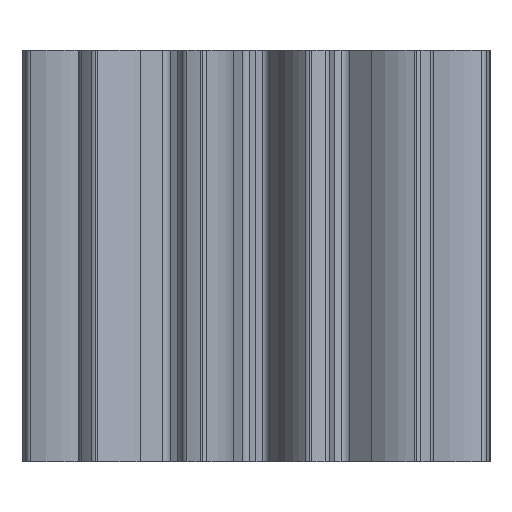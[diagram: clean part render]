
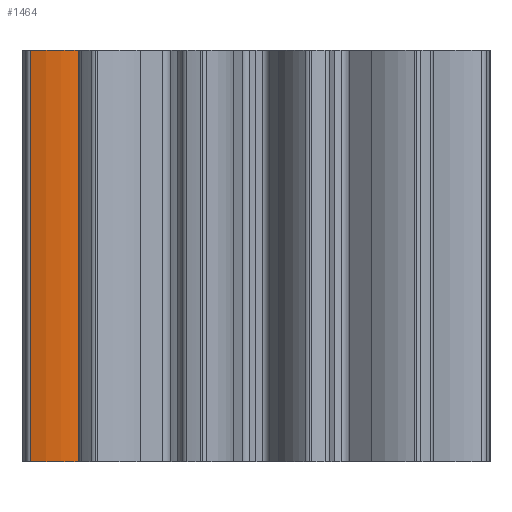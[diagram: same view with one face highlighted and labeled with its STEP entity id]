
A CAD part, left-side view. The second image highlights one B-rep face of the part: STEP entity #1464.
In plain terms, the highlighted free-form (B-spline) face has degree [3, 1] with [5, 2] control points.
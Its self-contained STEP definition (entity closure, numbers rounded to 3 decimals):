
#309 = CARTESIAN_POINT ( 'NONE',  ( -1.072, 3.289, 6. ) ) ;
#310 = CARTESIAN_POINT ( 'NONE',  ( -1.11, 3.178, 6. ) ) ;
#311 = CARTESIAN_POINT ( 'NONE',  ( -1.16, 2.944, 6. ) ) ;
#312 = CARTESIAN_POINT ( 'NONE',  ( -1.141, 2.705, 6. ) ) ;
#313 = CARTESIAN_POINT ( 'NONE',  ( -1.118, 2.588, 6. ) ) ;
#314 = CARTESIAN_POINT ( 'NONE',  ( -1.072, 3.289, 0. ) ) ;
#315 = CARTESIAN_POINT ( 'NONE',  ( -1.11, 3.178, 0. ) ) ;
#316 = CARTESIAN_POINT ( 'NONE',  ( -1.16, 2.944, 0. ) ) ;
#317 = CARTESIAN_POINT ( 'NONE',  ( -1.141, 2.705, 0. ) ) ;
#318 = CARTESIAN_POINT ( 'NONE',  ( -1.118, 2.588, 0. ) ) ;
#320 = LINE ( 'NONE', #321, #4935 ) ;
#321 = CARTESIAN_POINT ( 'NONE',  ( -1.118, 2.588, 6. ) ) ;
#322 = DIRECTION ( 'NONE',  ( 0., 0., -1. ) ) ;
#329 = LINE ( 'NONE', #330, #472 ) ;
#330 = CARTESIAN_POINT ( 'NONE',  ( -1.072, 3.289, 6. ) ) ;
#331 = DIRECTION ( 'NONE',  ( 0., 0., -1. ) ) ;
#472 = VECTOR ( 'NONE', #331, 1000. ) ;
#787 = ORIENTED_EDGE ( 'NONE', *, *, #4232, .T. ) ;
#788 = ORIENTED_EDGE ( 'NONE', *, *, #4231, .F. ) ;
#789 = ORIENTED_EDGE ( 'NONE', *, *, #4233, .F. ) ;
#790 = ORIENTED_EDGE ( 'NONE', *, *, #4236, .T. ) ;
#842 = EDGE_LOOP ( 'NONE', ( #787, #789, #788, #790 ) ) ;
#1013 = VERTEX_POINT ( 'NONE', #2576 ) ;
#1014 = VERTEX_POINT ( 'NONE', #2577 ) ;
#1016 = VERTEX_POINT ( 'NONE', #2579 ) ;
#1019 = VERTEX_POINT ( 'NONE', #2582 ) ;
#1464 = ADVANCED_FACE ( 'NONE', ( #4522 ), #5043, .F. ) ;
#2576 = CARTESIAN_POINT ( 'NONE',  ( -1.072, 3.289, 0. ) ) ;
#2577 = CARTESIAN_POINT ( 'NONE',  ( -1.072, 3.289, 6. ) ) ;
#2579 = CARTESIAN_POINT ( 'NONE',  ( -1.118, 2.588, 0. ) ) ;
#2582 = CARTESIAN_POINT ( 'NONE',  ( -1.118, 2.588, 6. ) ) ;
#3633 = CARTESIAN_POINT ( 'NONE',  ( -1.072, 3.289, 6. ) ) ;
#3634 = CARTESIAN_POINT ( 'NONE',  ( -1.072, 3.289, 0. ) ) ;
#3635 = CARTESIAN_POINT ( 'NONE',  ( -1.11, 3.178, 6. ) ) ;
#3636 = CARTESIAN_POINT ( 'NONE',  ( -1.11, 3.178, 0. ) ) ;
#3637 = CARTESIAN_POINT ( 'NONE',  ( -1.16, 2.944, 6. ) ) ;
#3638 = CARTESIAN_POINT ( 'NONE',  ( -1.16, 2.944, 0. ) ) ;
#3639 = CARTESIAN_POINT ( 'NONE',  ( -1.141, 2.705, 6. ) ) ;
#3640 = CARTESIAN_POINT ( 'NONE',  ( -1.141, 2.705, 0. ) ) ;
#3641 = CARTESIAN_POINT ( 'NONE',  ( -1.118, 2.588, 6. ) ) ;
#3642 = CARTESIAN_POINT ( 'NONE',  ( -1.118, 2.588, 0. ) ) ;
#4214 = B_SPLINE_CURVE_WITH_KNOTS ( 'NONE', 3,
 ( #314, #315, #316, #317, #318 ),
 .UNSPECIFIED., .F., .F.,
 ( 4, 1, 4 ),
 ( 0., 11.323, 22.929 ),
 .UNSPECIFIED. ) ;
#4215 = B_SPLINE_CURVE_WITH_KNOTS ( 'NONE', 3,
 ( #309, #310, #311, #312, #313 ),
 .UNSPECIFIED., .F., .F.,
 ( 4, 1, 4 ),
 ( 0., 11.323, 22.929 ),
 .UNSPECIFIED. ) ;
#4231 = EDGE_CURVE ( 'NONE', #1014, #1019, #4215, .T. ) ;
#4232 = EDGE_CURVE ( 'NONE', #1013, #1016, #4214, .T. ) ;
#4233 = EDGE_CURVE ( 'NONE', #1019, #1016, #320, .T. ) ;
#4236 = EDGE_CURVE ( 'NONE', #1014, #1013, #329, .T. ) ;
#4522 = FACE_OUTER_BOUND ( 'NONE', #842, .T. ) ;
#4935 = VECTOR ( 'NONE', #322, 1000. ) ;
#5043 = B_SPLINE_SURFACE_WITH_KNOTS ( 'NONE', 3, 1, ( 
 ( #3633, #3634 ),
 ( #3635, #3636 ),
 ( #3637, #3638 ),
 ( #3639, #3640 ),
 ( #3641, #3642 ) ),
 .UNSPECIFIED., .F., .F., .F.,
 ( 4, 1, 4 ),
 ( 2, 2 ),
 ( 0., 11.323, 22.929 ),
 ( 0., 1. ),
 .UNSPECIFIED. ) ;
